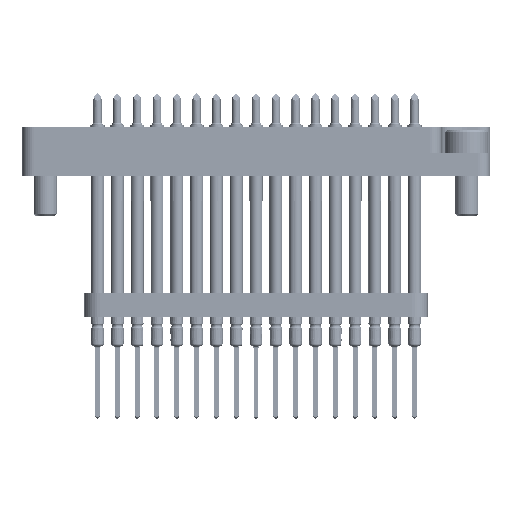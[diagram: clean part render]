
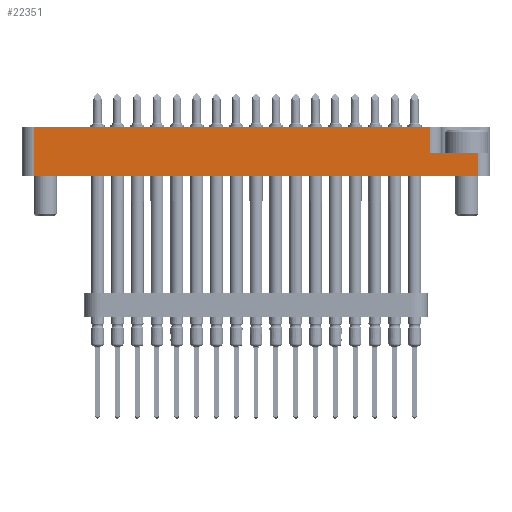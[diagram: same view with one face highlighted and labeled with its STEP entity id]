
A CAD part, left-side view. The second image highlights one B-rep face of the part: STEP entity #22351.
In plain terms, the highlighted face is planar.
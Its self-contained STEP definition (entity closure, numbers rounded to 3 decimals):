
#66 = CARTESIAN_POINT ( 'NONE',  ( 22.25, 0., 14.35 ) ) ;
#411 = PLANE ( 'NONE',  #34010 ) ;
#1063 = CARTESIAN_POINT ( 'NONE',  ( 22.25, 2.95, 14.35 ) ) ;
#1153 = CARTESIAN_POINT ( 'NONE',  ( 28.5, 0., 14.35 ) ) ;
#1427 = EDGE_CURVE ( 'NONE', #39914, #20844, #24857, .T. ) ;
#1583 = ORIENTED_EDGE ( 'NONE', *, *, #52737, .T. ) ;
#2488 = DIRECTION ( 'NONE',  ( 1., 0., 0. ) ) ;
#4209 = DIRECTION ( 'NONE',  ( 1., 0., 0. ) ) ;
#7801 = VECTOR ( 'NONE', #48678, 1000. ) ;
#8585 = CARTESIAN_POINT ( 'NONE',  ( -30., 0., 14.35 ) ) ;
#11587 = CARTESIAN_POINT ( 'NONE',  ( -28.5, 0., 14.35 ) ) ;
#13162 = CARTESIAN_POINT ( 'NONE',  ( -30., 6.35, 14.35 ) ) ;
#13367 = EDGE_CURVE ( 'NONE', #26939, #32994, #24486, .T. ) ;
#15577 = DIRECTION ( 'NONE',  ( 0., 1., 0. ) ) ;
#16105 = LINE ( 'NONE', #66, #25223 ) ;
#16708 = EDGE_LOOP ( 'NONE', ( #41891, #30331, #41591, #1583, #42057, #40849 ) ) ;
#17335 = LINE ( 'NONE', #26006, #36664 ) ;
#19869 = CARTESIAN_POINT ( 'NONE',  ( 30., 2.95, 14.35 ) ) ;
#19894 = CARTESIAN_POINT ( 'NONE',  ( 30., 0., 14.35 ) ) ;
#20253 = DIRECTION ( 'NONE',  ( 0., 0., -1. ) ) ;
#20844 = VERTEX_POINT ( 'NONE', #35557 ) ;
#22351 = ADVANCED_FACE ( 'NONE', ( #45260 ), #411, .F. ) ;
#22689 = VECTOR ( 'NONE', #42836, 1000. ) ;
#24486 = LINE ( 'NONE', #19894, #7801 ) ;
#24857 = LINE ( 'NONE', #13162, #52356 ) ;
#25223 = VECTOR ( 'NONE', #15577, 1000. ) ;
#26006 = CARTESIAN_POINT ( 'NONE',  ( 28.5, 2.95, 14.35 ) ) ;
#26243 = CARTESIAN_POINT ( 'NONE',  ( -28.5, 0., 14.35 ) ) ;
#26262 = DIRECTION ( 'NONE',  ( 0., 1., 0. ) ) ;
#26939 = VERTEX_POINT ( 'NONE', #1153 ) ;
#29951 = CARTESIAN_POINT ( 'NONE',  ( 28.5, 2.95, 14.35 ) ) ;
#30331 = ORIENTED_EDGE ( 'NONE', *, *, #51914, .T. ) ;
#32220 = EDGE_CURVE ( 'NONE', #32431, #43099, #39717, .T. ) ;
#32431 = VERTEX_POINT ( 'NONE', #1063 ) ;
#32994 = VERTEX_POINT ( 'NONE', #11587 ) ;
#33550 = CARTESIAN_POINT ( 'NONE',  ( -28.5, 6.35, 14.35 ) ) ;
#34010 = AXIS2_PLACEMENT_3D ( 'NONE', #8585, #20253, #37371 ) ;
#35557 = CARTESIAN_POINT ( 'NONE',  ( 22.25, 6.35, 14.35 ) ) ;
#36664 = VECTOR ( 'NONE', #26262, 1000. ) ;
#37371 = DIRECTION ( 'NONE',  ( -1., 0., 0. ) ) ;
#39717 = LINE ( 'NONE', #19869, #46745 ) ;
#39914 = VERTEX_POINT ( 'NONE', #33550 ) ;
#40849 = ORIENTED_EDGE ( 'NONE', *, *, #49510, .T. ) ;
#41591 = ORIENTED_EDGE ( 'NONE', *, *, #13367, .F. ) ;
#41891 = ORIENTED_EDGE ( 'NONE', *, *, #1427, .F. ) ;
#42057 = ORIENTED_EDGE ( 'NONE', *, *, #32220, .F. ) ;
#42836 = DIRECTION ( 'NONE',  ( 0., -1., 0. ) ) ;
#43099 = VERTEX_POINT ( 'NONE', #29951 ) ;
#45260 = FACE_OUTER_BOUND ( 'NONE', #16708, .T. ) ;
#46745 = VECTOR ( 'NONE', #2488, 1000. ) ;
#48678 = DIRECTION ( 'NONE',  ( -1., 0., 0. ) ) ;
#49510 = EDGE_CURVE ( 'NONE', #32431, #20844, #16105, .T. ) ;
#50980 = LINE ( 'NONE', #26243, #22689 ) ;
#51914 = EDGE_CURVE ( 'NONE', #39914, #32994, #50980, .T. ) ;
#52356 = VECTOR ( 'NONE', #4209, 1000. ) ;
#52737 = EDGE_CURVE ( 'NONE', #26939, #43099, #17335, .T. ) ;
